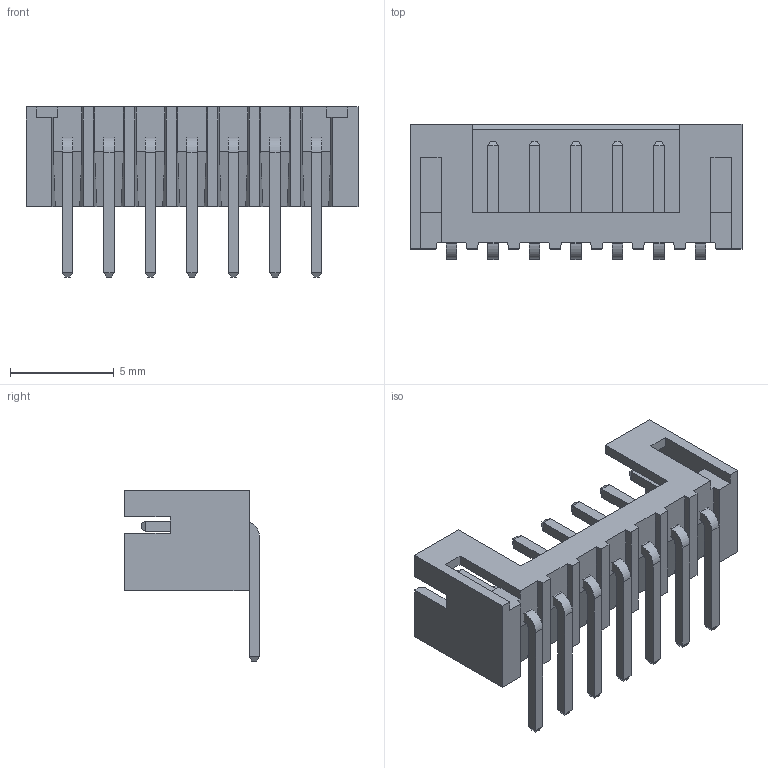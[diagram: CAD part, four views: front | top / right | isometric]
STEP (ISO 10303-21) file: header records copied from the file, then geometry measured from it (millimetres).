
FILE_DESCRIPTION(('STEP AP214'), '1');
FILE_NAME('DS1066', '2019-04-17T17:28:25', ('Nobody'), (''), 'ASCON STEP Converter 1.3', 'ASCON Math Kernel', '');
FILE_SCHEMA(('AUTOMOTIVE_DESIGN { 1 0 10303 214 3 1 1}'));
Length unit declared in the file: millimetre
Assembly tree (8 placements, depth 2):
  (unnamed)
    (unnamed)
    (unnamed)  x7
Bounding box: 16 x 6.5 x 8.2 mm (x, y, z)
Volume: 172.2 mm3; surface area: 668.8 mm2
Topology: 8 solids, 8 shells, 196 faces, 492 edges, 308 vertices
Faces by surface type: plane 182, cylinder 14
Entity records: 3818 total; most frequent: CARTESIAN_POINT 513, ORIENTED_EDGE 504, DIRECTION 450, EDGE_CURVE 252, LINE 248, VECTOR 248, VERTEX_POINT 164, AXIS2_PLACEMENT_3D 101
